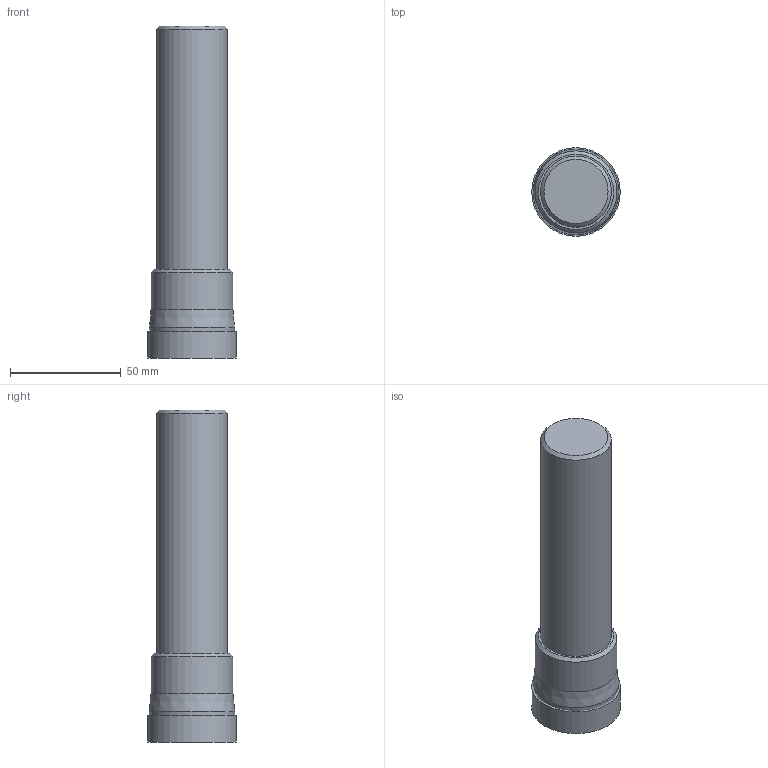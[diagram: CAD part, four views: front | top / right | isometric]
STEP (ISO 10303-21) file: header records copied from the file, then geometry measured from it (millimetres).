
FILE_DESCRIPTION(/* description */ ('3-D model version:1'),/* implementation_level */ '2;1');
FILE_NAME(/* name */ 'R790-040A32S1-16M',/* time_stamp */ '2015-10-15T07:56:44+02:00',/* author */ ('InteractiveCad'),/* organization */ ('AB Sandvik Coromant'),/* preprocessor_version */ 'ST-DEVELOPER v15',/* originating_system */ 'SIEMENS PLM Software NX 8.5',/* authorisation */ '');
FILE_SCHEMA (('AP203_CONFIGURATION_CONTROLLED_3D_DESIGN_OF_MECHANICAL_PARTS_AND_ASSEMBLIES_MIM_LF { 1 0 10303 403 2 1 2}'));
Length unit declared in the file: millimetre
Products named in the file (1): R790_040A32S1_16M_SIM
Bounding box: 40 x 40 x 150 mm (x, y, z)
Volume: 141231.4 mm3; surface area: 21751 mm2
Topology: 2 solids, 2 shells, 19 faces, 33 edges, 20 vertices
Faces by surface type: cone 6, plane 6, cylinder 4, torus 3
Full cylindrical faces by diameter (mm): 18 x1, 32 x1, 37.019 x1, 40 x1
Entity records: 478 total; most frequent: DIRECTION 76, CARTESIAN_POINT 56, AXIS2_PLACEMENT_3D 38, EDGE_LOOP 36, ORIENTED_EDGE 36, FACE_BOUND 34, ADVANCED_FACE 19, VERTEX_POINT 18
